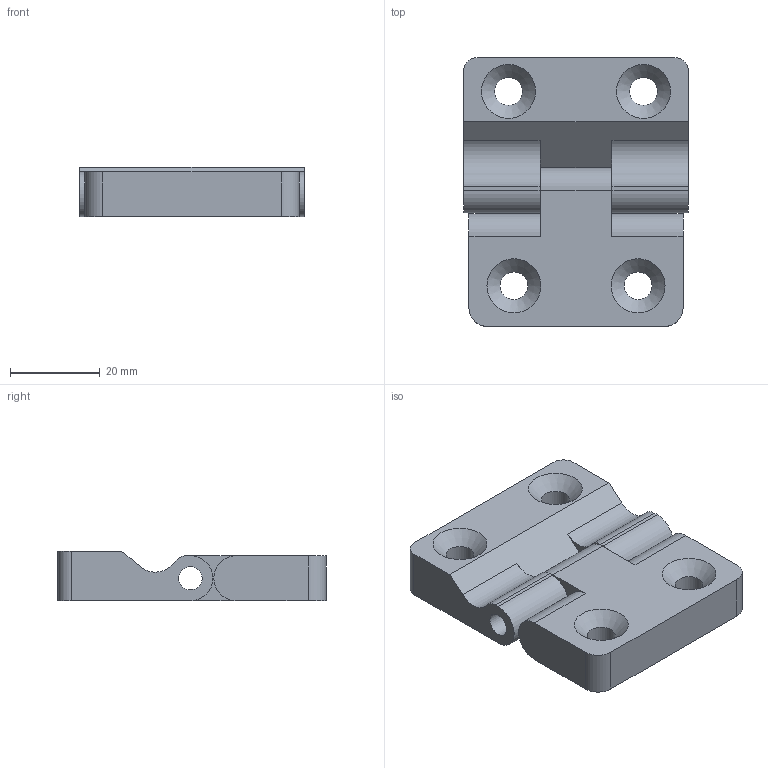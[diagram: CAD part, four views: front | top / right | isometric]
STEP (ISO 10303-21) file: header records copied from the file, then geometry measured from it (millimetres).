
FILE_DESCRIPTION(('HOOPS Exchange Step'),'2;1');
FILE_NAME('temp_export','2024-11-29T16:37:28+01:00',('Kristian'),('Shapr3D Limited'),'HOOPS Exchange 2024.6','Shapr3D','Authorized');
FILE_SCHEMA( ('AP242_MANAGED_MODEL_BASED_3D_ENGINEERING_MIM_LF {1 0 10303 442 1 1 4 }') );
Length unit declared in the file: millimetre
Products named in the file (1): root
Bounding box: 50 x 59.7 x 11 mm (x, y, z)
Volume: 24653.1 mm3; surface area: 10113 mm2
Topology: 2 solids, 2 shells, 42 faces, 115 edges, 77 vertices
Faces by surface type: cylinder 20, plane 18, cone 4
Full cylindrical faces by diameter (mm): 5.2 x3, 6.2 x4
Entity records: 1419 total; most frequent: DIRECTION 252, CARTESIAN_POINT 236, ORIENTED_EDGE 230, EDGE_CURVE 115, AXIS2_PLACEMENT_3D 93, VERTEX_POINT 77, VECTOR 66, LINE 66
